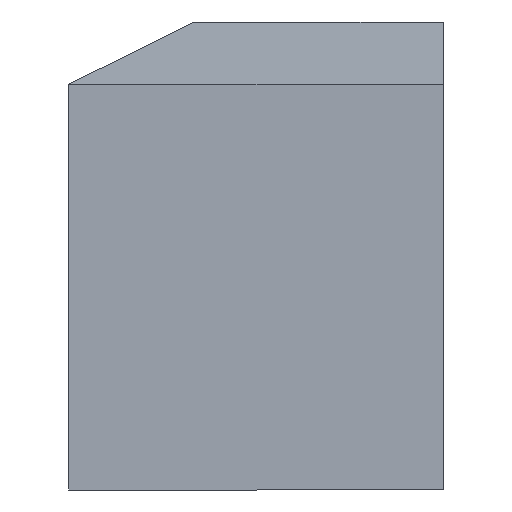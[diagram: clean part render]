
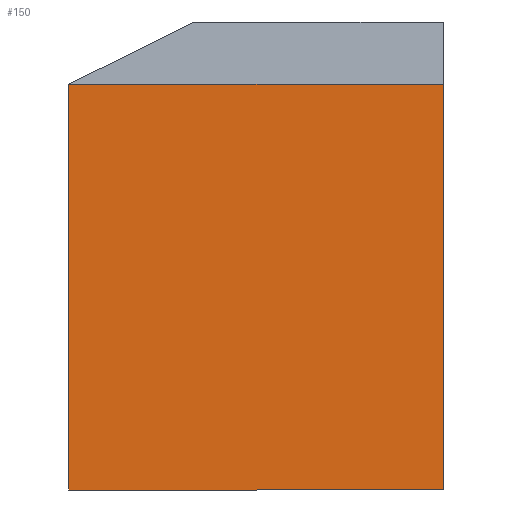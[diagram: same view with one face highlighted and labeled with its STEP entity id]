
A CAD part, left-side view. The second image highlights one B-rep face of the part: STEP entity #150.
In plain terms, the highlighted planar face has unit normal (-1, 0, 0).
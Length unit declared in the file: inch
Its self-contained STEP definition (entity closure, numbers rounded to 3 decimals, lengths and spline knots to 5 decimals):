
#16=FACE_OUTER_BOUND('',#25,.T.);
#25=EDGE_LOOP('',(#106,#107,#108,#109));
#36=LINE('',#229,#55);
#37=LINE('',#232,#56);
#38=LINE('',#234,#57);
#39=LINE('',#235,#58);
#55=VECTOR('',#188,0.3937);
#56=VECTOR('',#191,0.3937);
#57=VECTOR('',#192,0.3937);
#58=VECTOR('',#193,0.3937);
#71=VERTEX_POINT('',#222);
#74=VERTEX_POINT('',#227);
#75=VERTEX_POINT('',#231);
#76=VERTEX_POINT('',#233);
#86=EDGE_CURVE('',#71,#74,#36,.T.);
#87=EDGE_CURVE('',#75,#71,#37,.T.);
#88=EDGE_CURVE('',#76,#74,#38,.T.);
#89=EDGE_CURVE('',#76,#75,#39,.T.);
#106=ORIENTED_EDGE('',*,*,#87,.T.);
#107=ORIENTED_EDGE('',*,*,#86,.T.);
#108=ORIENTED_EDGE('',*,*,#88,.F.);
#109=ORIENTED_EDGE('',*,*,#89,.T.);
#141=PLANE('',#173);
#150=ADVANCED_FACE('',(#16),#141,.T.);
#173=AXIS2_PLACEMENT_3D('',#230,#189,#190);
#188=DIRECTION('',(0.,1.,0.));
#189=DIRECTION('center_axis',(-1.,0.,0.));
#190=DIRECTION('ref_axis',(0.,-1.,0.));
#191=DIRECTION('',(0.,0.,1.));
#192=DIRECTION('',(0.,0.,1.));
#193=DIRECTION('',(0.,-1.,0.));
#222=CARTESIAN_POINT('',(0.,26.,6.5));
#227=CARTESIAN_POINT('',(0.,32.,6.5));
#229=CARTESIAN_POINT('',(0.,24.,6.5));
#230=CARTESIAN_POINT('Origin',(0.,32.,0.));
#231=CARTESIAN_POINT('',(0.,26.,0.));
#232=CARTESIAN_POINT('',(0.,26.,3.75));
#233=CARTESIAN_POINT('',(0.,32.,0.));
#234=CARTESIAN_POINT('',(0.,32.,0.));
#235=CARTESIAN_POINT('',(0.,32.,0.));
